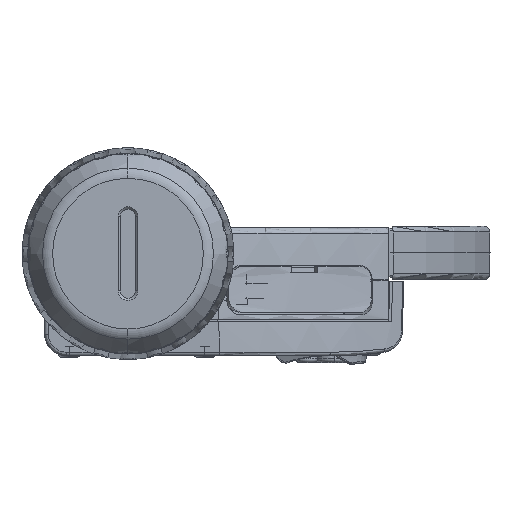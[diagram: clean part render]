
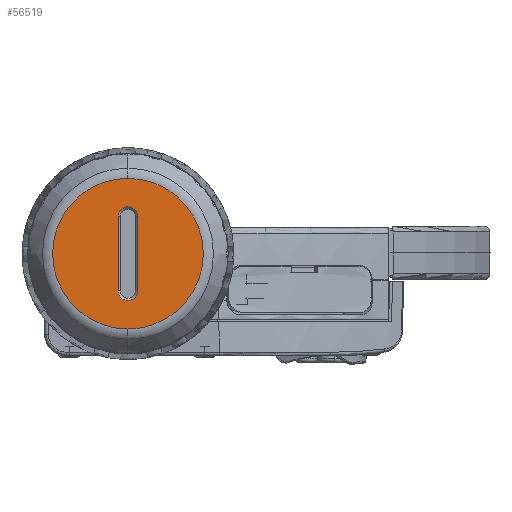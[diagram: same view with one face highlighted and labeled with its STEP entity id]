
A CAD part, left-side view. The second image highlights one B-rep face of the part: STEP entity #56519.
In plain terms, the highlighted face is planar.
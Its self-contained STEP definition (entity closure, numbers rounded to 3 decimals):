
#56000=CARTESIAN_POINT('',(6.5,0.,0.));
#56001=DIRECTION('',(1.,0.,0.));
#56002=DIRECTION('',(0.,0.,-1.));
#56003=AXIS2_PLACEMENT_3D('',#56000,#56001,#56002);
#56005=CARTESIAN_POINT('',(6.5,0.,0.));
#56006=DIRECTION('',(1.,0.,0.));
#56007=DIRECTION('',(0.,0.,1.));
#56008=AXIS2_PLACEMENT_3D('',#56005,#56006,#56007);
#56010=CARTESIAN_POINT('',(6.5,0.,-5.));
#56011=DIRECTION('',(-1.,0.,0.));
#56012=DIRECTION('',(0.,1.,0.));
#56013=AXIS2_PLACEMENT_3D('',#56010,#56011,#56012);
#56015=DIRECTION('',(0.,0.,-1.));
#56016=VECTOR('',#56015,10.);
#56017=CARTESIAN_POINT('',(6.5,1.3,5.));
#56018=LINE('',#56017,#56016);
#56019=CARTESIAN_POINT('',(6.5,0.,5.));
#56020=DIRECTION('',(-1.,0.,0.));
#56021=DIRECTION('',(0.,-1.,0.));
#56022=AXIS2_PLACEMENT_3D('',#56019,#56020,#56021);
#56024=DIRECTION('',(0.,0.,1.));
#56025=VECTOR('',#56024,10.);
#56026=CARTESIAN_POINT('',(6.5,-1.3,
-5.));
#56027=LINE('',#56026,#56025);
#56163=CARTESIAN_POINT('',(6.5,0.,-10.136));
#56164=CARTESIAN_POINT('',(6.5,0.,10.136));
#56165=VERTEX_POINT('',#56163);
#56166=VERTEX_POINT('',#56164);
#56187=CARTESIAN_POINT('',(6.5,1.3,-5.));
#56188=CARTESIAN_POINT('',(6.5,-1.3,-5.));
#56189=VERTEX_POINT('',#56187);
#56190=VERTEX_POINT('',#56188);
#56195=CARTESIAN_POINT('',(6.5,-1.3,
5.));
#56196=VERTEX_POINT('',#56195);
#56199=CARTESIAN_POINT('',(6.5,1.3,5.));
#56200=VERTEX_POINT('',#56199);
#56499=CARTESIAN_POINT('',(6.5,0.,0.));
#56500=DIRECTION('',(1.,0.,0.));
#56501=DIRECTION('',(0.,-1.,0.));
#56502=AXIS2_PLACEMENT_3D('',#56499,#56500,#56501);
#56503=PLANE('',#56502);
#56505=ORIENTED_EDGE('',*,*,#56504,.F.);
#56506=ORIENTED_EDGE('',*,*,#56489,.F.);
#56507=EDGE_LOOP('',(#56505,#56506));
#56508=FACE_OUTER_BOUND('',#56507,.F.);
#56510=ORIENTED_EDGE('',*,*,#56509,.F.);
#56512=ORIENTED_EDGE('',*,*,#56511,.F.);
#56514=ORIENTED_EDGE('',*,*,#56513,.F.);
#56516=ORIENTED_EDGE('',*,*,#56515,.F.);
#56517=EDGE_LOOP('',(#56510,#56512,#56514,#56516));
#56518=FACE_BOUND('',#56517,.F.);
#56519=ADVANCED_FACE('',(#56508,#56518),#56503,.T.);
#56004=CIRCLE('',#56003,10.136);
#56009=CIRCLE('',#56008,10.136);
#56014=CIRCLE('',#56013,1.3);
#56023=CIRCLE('',#56022,1.3);
#56489=EDGE_CURVE('',#56166,#56165,#56009,.T.);
#56504=EDGE_CURVE('',#56165,#56166,#56004,.T.);
#56509=EDGE_CURVE('',#56189,#56190,#56014,.T.);
#56511=EDGE_CURVE('',#56200,#56189,#56018,.T.);
#56513=EDGE_CURVE('',#56196,#56200,#56023,.T.);
#56515=EDGE_CURVE('',#56190,#56196,#56027,.T.);
